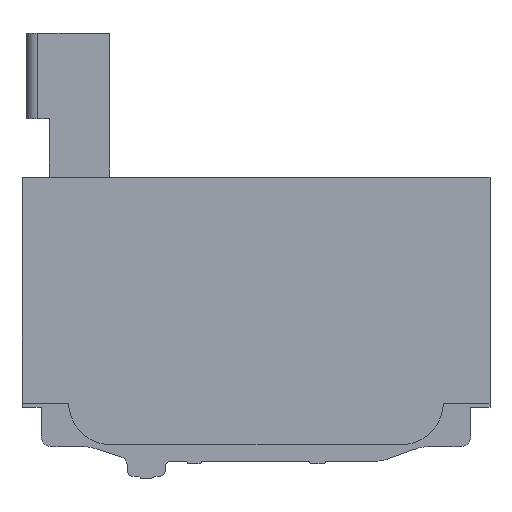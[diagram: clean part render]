
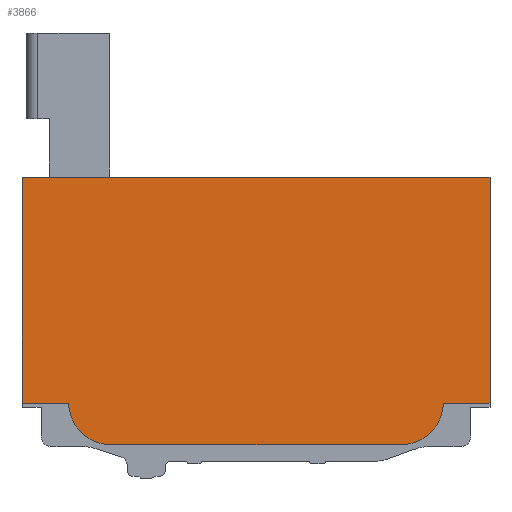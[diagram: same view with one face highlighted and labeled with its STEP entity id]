
A CAD part, top view. The second image highlights one B-rep face of the part: STEP entity #3866.
In plain terms, the highlighted planar face has unit normal (0, 0, 1).
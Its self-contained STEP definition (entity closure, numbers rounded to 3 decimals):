
#24=CIRCLE('',#4058,6.315);
#25=CIRCLE('',#4061,6.315);
#198=FACE_OUTER_BOUND('',#389,.T.);
#389=EDGE_LOOP('',(#3239,#3240,#3241,#3242,#3243,#3244,#3245,#3246,#3247,
#3248,#3249,#3250,#3251,#3252,#3253,#3254,#3255,#3256));
#867=LINE('',#5961,#1409);
#871=LINE('',#5970,#1413);
#874=LINE('',#5978,#1416);
#877=LINE('',#5984,#1419);
#879=LINE('',#5989,#1421);
#882=LINE('',#5995,#1424);
#885=LINE('',#6001,#1427);
#888=LINE('',#6007,#1430);
#891=LINE('',#6013,#1433);
#894=LINE('',#6019,#1436);
#897=LINE('',#6025,#1439);
#900=LINE('',#6031,#1442);
#903=LINE('',#6037,#1445);
#906=LINE('',#6043,#1448);
#909=LINE('',#6049,#1451);
#912=LINE('',#6053,#1454);
#1409=VECTOR('',#4865,10.);
#1413=VECTOR('',#4875,10.);
#1416=VECTOR('',#4884,10.);
#1419=VECTOR('',#4889,10.);
#1421=VECTOR('',#4893,10.);
#1424=VECTOR('',#4898,10.);
#1427=VECTOR('',#4903,10.);
#1430=VECTOR('',#4908,10.);
#1433=VECTOR('',#4913,10.);
#1436=VECTOR('',#4918,10.);
#1439=VECTOR('',#4923,10.);
#1442=VECTOR('',#4928,10.);
#1445=VECTOR('',#4933,10.);
#1448=VECTOR('',#4938,10.);
#1451=VECTOR('',#4943,10.);
#1454=VECTOR('',#4948,10.);
#1803=VERTEX_POINT('',#5958);
#1804=VERTEX_POINT('',#5960);
#1805=VERTEX_POINT('',#5964);
#1806=VERTEX_POINT('',#5968);
#1807=VERTEX_POINT('',#5972);
#1808=VERTEX_POINT('',#5976);
#1810=VERTEX_POINT('',#5982);
#1812=VERTEX_POINT('',#5988);
#1814=VERTEX_POINT('',#5994);
#1816=VERTEX_POINT('',#6000);
#1818=VERTEX_POINT('',#6006);
#1820=VERTEX_POINT('',#6012);
#1822=VERTEX_POINT('',#6018);
#1824=VERTEX_POINT('',#6024);
#1826=VERTEX_POINT('',#6030);
#1828=VERTEX_POINT('',#6036);
#1830=VERTEX_POINT('',#6042);
#1832=VERTEX_POINT('',#6048);
#2317=EDGE_CURVE('',#1804,#1803,#867,.T.);
#2320=EDGE_CURVE('',#1803,#1805,#24,.T.);
#2322=EDGE_CURVE('',#1805,#1806,#871,.T.);
#2324=EDGE_CURVE('',#1806,#1807,#25,.T.);
#2326=EDGE_CURVE('',#1807,#1808,#874,.T.);
#2329=EDGE_CURVE('',#1808,#1810,#877,.T.);
#2331=EDGE_CURVE('',#1812,#1804,#879,.T.);
#2334=EDGE_CURVE('',#1814,#1812,#882,.T.);
#2337=EDGE_CURVE('',#1816,#1814,#885,.T.);
#2340=EDGE_CURVE('',#1818,#1816,#888,.T.);
#2343=EDGE_CURVE('',#1820,#1818,#891,.T.);
#2346=EDGE_CURVE('',#1822,#1820,#894,.T.);
#2349=EDGE_CURVE('',#1824,#1822,#897,.T.);
#2352=EDGE_CURVE('',#1826,#1824,#900,.T.);
#2355=EDGE_CURVE('',#1828,#1826,#903,.T.);
#2358=EDGE_CURVE('',#1830,#1828,#906,.T.);
#2361=EDGE_CURVE('',#1832,#1830,#909,.T.);
#2364=EDGE_CURVE('',#1810,#1832,#912,.T.);
#3239=ORIENTED_EDGE('',*,*,#2364,.T.);
#3240=ORIENTED_EDGE('',*,*,#2361,.T.);
#3241=ORIENTED_EDGE('',*,*,#2358,.T.);
#3242=ORIENTED_EDGE('',*,*,#2355,.T.);
#3243=ORIENTED_EDGE('',*,*,#2352,.T.);
#3244=ORIENTED_EDGE('',*,*,#2349,.T.);
#3245=ORIENTED_EDGE('',*,*,#2346,.T.);
#3246=ORIENTED_EDGE('',*,*,#2343,.T.);
#3247=ORIENTED_EDGE('',*,*,#2340,.T.);
#3248=ORIENTED_EDGE('',*,*,#2337,.T.);
#3249=ORIENTED_EDGE('',*,*,#2334,.T.);
#3250=ORIENTED_EDGE('',*,*,#2331,.T.);
#3251=ORIENTED_EDGE('',*,*,#2317,.T.);
#3252=ORIENTED_EDGE('',*,*,#2320,.T.);
#3253=ORIENTED_EDGE('',*,*,#2322,.T.);
#3254=ORIENTED_EDGE('',*,*,#2324,.T.);
#3255=ORIENTED_EDGE('',*,*,#2326,.T.);
#3256=ORIENTED_EDGE('',*,*,#2329,.T.);
#3677=PLANE('',#4076);
#3866=ADVANCED_FACE('',(#198),#3677,.T.);
#4058=AXIS2_PLACEMENT_3D('',#5966,#4870,#4871);
#4061=AXIS2_PLACEMENT_3D('',#5974,#4879,#4880);
#4076=AXIS2_PLACEMENT_3D('',#6054,#4949,#4950);
#4865=DIRECTION('',(1.,0.,0.));
#4870=DIRECTION('center_axis',(0.,0.,1.));
#4871=DIRECTION('ref_axis',(-0.999,-0.034,0.));
#4875=DIRECTION('',(1.,0.,0.));
#4879=DIRECTION('center_axis',(0.,0.,1.));
#4880=DIRECTION('ref_axis',(-0.021,-1.,0.));
#4884=DIRECTION('',(1.,0.,0.));
#4889=DIRECTION('',(0.,1.,0.));
#4893=DIRECTION('',(0.,-1.,0.));
#4898=DIRECTION('',(-0.152,-0.988,0.));
#4903=DIRECTION('',(0.152,-0.988,0.));
#4908=DIRECTION('',(-0.537,-0.844,0.));
#4913=DIRECTION('',(-0.156,-0.988,0.));
#4918=DIRECTION('',(-0.647,-0.763,0.));
#4923=DIRECTION('',(-0.493,-0.87,0.));
#4928=DIRECTION('',(-0.941,-0.339,0.));
#4933=DIRECTION('',(-0.648,-0.762,0.));
#4938=DIRECTION('',(-0.986,-0.169,0.));
#4943=DIRECTION('',(-0.936,-0.351,0.));
#4948=DIRECTION('',(-1.,0.,0.));
#4949=DIRECTION('center_axis',(0.,0.,1.));
#4950=DIRECTION('ref_axis',(1.,0.,0.));
#5958=CARTESIAN_POINT('',(-27.386,-20.91,3.5));
#5960=CARTESIAN_POINT('',(-34.174,-20.91,3.5));
#5961=CARTESIAN_POINT('',(-27.386,-20.91,3.5));
#5964=CARTESIAN_POINT('',(-20.939,-27.009,3.5));
#5966=CARTESIAN_POINT('Origin',(-21.074,-20.696,3.5));
#5968=CARTESIAN_POINT('',(20.939,-27.009,3.5));
#5970=CARTESIAN_POINT('',(-20.939,-27.009,3.5));
#5972=CARTESIAN_POINT('',(27.386,-20.91,3.5));
#5974=CARTESIAN_POINT('Origin',(21.074,-20.696,3.5));
#5976=CARTESIAN_POINT('',(34.175,-20.91,3.5));
#5978=CARTESIAN_POINT('',(27.386,-20.91,3.5));
#5982=CARTESIAN_POINT('',(34.175,12.125,3.5));
#5984=CARTESIAN_POINT('',(34.175,12.051,3.5));
#5988=CARTESIAN_POINT('',(-34.174,12.051,3.5));
#5989=CARTESIAN_POINT('',(-34.174,-21.401,3.5));
#5994=CARTESIAN_POINT('',(-34.173,12.06,3.5));
#5995=CARTESIAN_POINT('',(-34.174,12.051,3.5));
#6000=CARTESIAN_POINT('',(-34.173,12.064,3.5));
#6001=CARTESIAN_POINT('',(-34.173,12.06,3.5));
#6006=CARTESIAN_POINT('',(-34.171,12.066,3.5));
#6007=CARTESIAN_POINT('',(-34.173,12.064,3.5));
#6012=CARTESIAN_POINT('',(-34.17,12.076,3.5));
#6013=CARTESIAN_POINT('',(-34.171,12.066,3.5));
#6018=CARTESIAN_POINT('',(-34.157,12.091,3.5));
#6019=CARTESIAN_POINT('',(-34.17,12.076,3.5));
#6024=CARTESIAN_POINT('',(-34.148,12.108,3.5));
#6025=CARTESIAN_POINT('',(-34.157,12.091,3.5));
#6030=CARTESIAN_POINT('',(-34.142,12.11,3.5));
#6031=CARTESIAN_POINT('',(-34.148,12.108,3.5));
#6036=CARTESIAN_POINT('',(-34.137,12.115,3.5));
#6037=CARTESIAN_POINT('',(-34.142,12.11,3.5));
#6042=CARTESIAN_POINT('',(-34.118,12.118,3.5));
#6043=CARTESIAN_POINT('',(-34.137,12.115,3.5));
#6048=CARTESIAN_POINT('',(-34.1,12.125,3.5));
#6049=CARTESIAN_POINT('',(-34.118,12.118,3.5));
#6053=CARTESIAN_POINT('',(34.101,12.125,3.5));
#6054=CARTESIAN_POINT('Origin',(0.,-7.443,
3.5));
